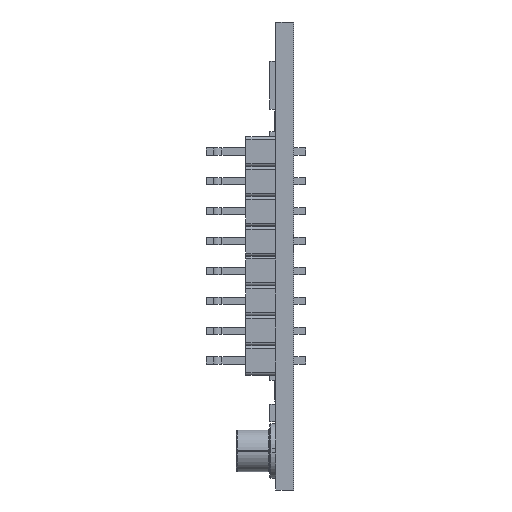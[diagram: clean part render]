
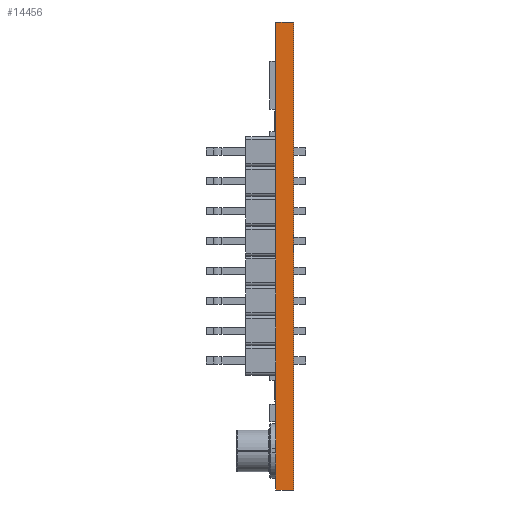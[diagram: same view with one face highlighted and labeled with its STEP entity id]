
A CAD part, left-side view. The second image highlights one B-rep face of the part: STEP entity #14456.
In plain terms, the highlighted planar face has unit normal (-1, 0, 0).
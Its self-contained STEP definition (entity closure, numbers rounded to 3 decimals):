
#113 = EDGE_CURVE ( 'NONE', #11833, #16656, #6977, .T. ) ;
#588 = CARTESIAN_POINT ( 'NONE',  ( -29.95, 1.5, -19.6 ) ) ;
#607 = CARTESIAN_POINT ( 'NONE',  ( -29.95, 1.5, -19.6 ) ) ;
#873 = ORIENTED_EDGE ( 'NONE', *, *, #11030, .T. ) ;
#1823 = LINE ( 'NONE', #13480, #5483 ) ;
#2742 = CARTESIAN_POINT ( 'NONE',  ( -29.95, 1.5, 19.6 ) ) ;
#3253 = DIRECTION ( 'NONE',  ( 0., 0., 1. ) ) ;
#4403 = DIRECTION ( 'NONE',  ( 0., -1., 0. ) ) ;
#5206 = VECTOR ( 'NONE', #3253, 1000. ) ;
#5483 = VECTOR ( 'NONE', #6750, 1000. ) ;
#5565 = CARTESIAN_POINT ( 'NONE',  ( -29.95, 0., -19.6 ) ) ;
#5686 = FACE_OUTER_BOUND ( 'NONE', #15213, .T. ) ;
#5791 = CARTESIAN_POINT ( 'NONE',  ( -29.95, 1.5, 19.6 ) ) ;
#5862 = DIRECTION ( 'NONE',  ( 1., 0., 0. ) ) ;
#6538 = VERTEX_POINT ( 'NONE', #5565 ) ;
#6750 = DIRECTION ( 'NONE',  ( 0., -1., 0. ) ) ;
#6977 = LINE ( 'NONE', #5791, #13646 ) ;
#8776 = LINE ( 'NONE', #13973, #11931 ) ;
#9766 = LINE ( 'NONE', #12596, #5206 ) ;
#9793 = DIRECTION ( 'NONE',  ( 0., 0., 1. ) ) ;
#10810 = EDGE_CURVE ( 'NONE', #11666, #11833, #9766, .T. ) ;
#11030 = EDGE_CURVE ( 'NONE', #11666, #6538, #1823, .T. ) ;
#11419 = CARTESIAN_POINT ( 'NONE',  ( -29.95, 0., 19.6 ) ) ;
#11610 = EDGE_CURVE ( 'NONE', #6538, #16656, #8776, .T. ) ;
#11666 = VERTEX_POINT ( 'NONE', #607 ) ;
#11833 = VERTEX_POINT ( 'NONE', #2742 ) ;
#11931 = VECTOR ( 'NONE', #9793, 1000. ) ;
#12596 = CARTESIAN_POINT ( 'NONE',  ( -29.95, 1.5, -19.6 ) ) ;
#12709 = ORIENTED_EDGE ( 'NONE', *, *, #11610, .T. ) ;
#13480 = CARTESIAN_POINT ( 'NONE',  ( -29.95, 1.5, -19.6 ) ) ;
#13646 = VECTOR ( 'NONE', #4403, 1000. ) ;
#13705 = AXIS2_PLACEMENT_3D ( 'NONE', #588, #5862, #16313 ) ;
#13973 = CARTESIAN_POINT ( 'NONE',  ( -29.95, 0., -19.6 ) ) ;
#14456 = ADVANCED_FACE ( 'NONE', ( #5686 ), #14829, .F. ) ;
#14829 = PLANE ( 'NONE',  #13705 ) ;
#15213 = EDGE_LOOP ( 'NONE', ( #12709, #15473, #16781, #873 ) ) ;
#15473 = ORIENTED_EDGE ( 'NONE', *, *, #113, .F. ) ;
#16313 = DIRECTION ( 'NONE',  ( 0., 0., -1. ) ) ;
#16656 = VERTEX_POINT ( 'NONE', #11419 ) ;
#16781 = ORIENTED_EDGE ( 'NONE', *, *, #10810, .F. ) ;
